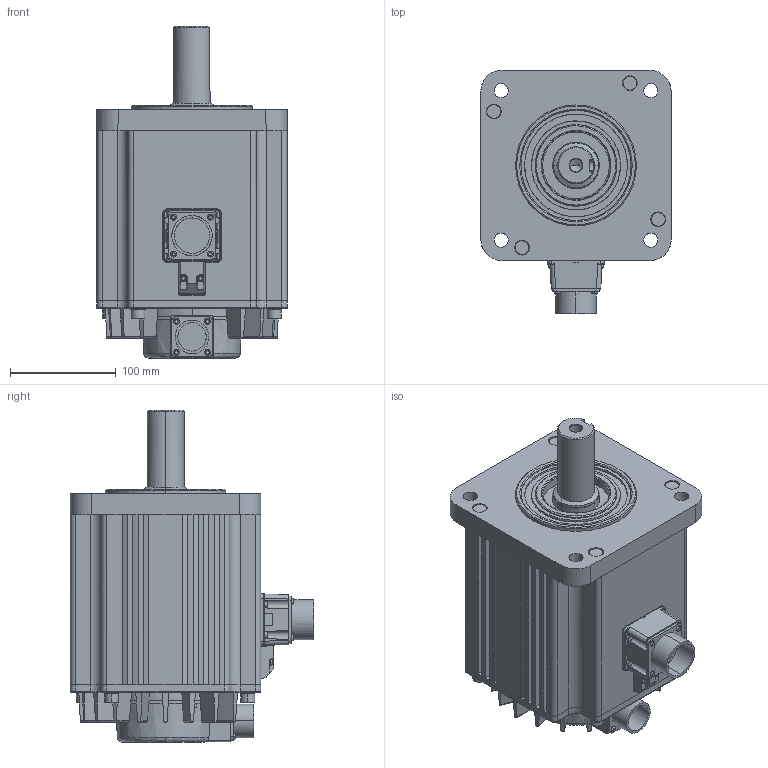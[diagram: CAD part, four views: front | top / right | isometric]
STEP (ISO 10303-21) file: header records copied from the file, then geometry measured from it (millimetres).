
FILE_DESCRIPTION (( 'STEP AP214' ), '1' );
FILE_NAME ('SV2M-x30B fxt.STEP', '2022-10-05T14:20:49', ( '' ), ( '' ), 'SwSTEP 2.0', 'SolidWorks 2021', '' );
FILE_SCHEMA (( 'AUTOMOTIVE_DESIGN' ));
Length unit declared in the file: inch
Products named in the file (1): SV2M-x30B fxt
Bounding box: 180 x 230.02 x 314 mm (x, y, z)
Volume: 6000158.8 mm3; surface area: 316801.8 mm2
Topology: 1 solids, 1 shells, 632 faces, 1581 edges, 1023 vertices
Faces by surface type: plane 336, cylinder 203, cone 51, bspline 22, torus 20
Entity records: 30301 total; most frequent: CARTESIAN_POINT 16531, ORIENTED_EDGE 3158, DIRECTION 2254, EDGE_CURVE 1579, VERTEX_POINT 1023, AXIS2_PLACEMENT_3D 772, EDGE_LOOP 714, LINE 710
